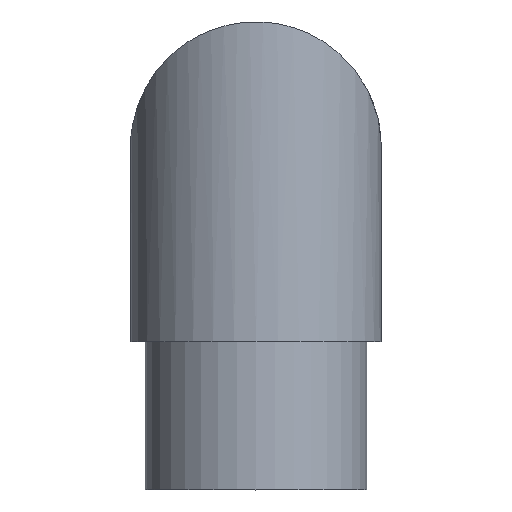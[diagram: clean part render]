
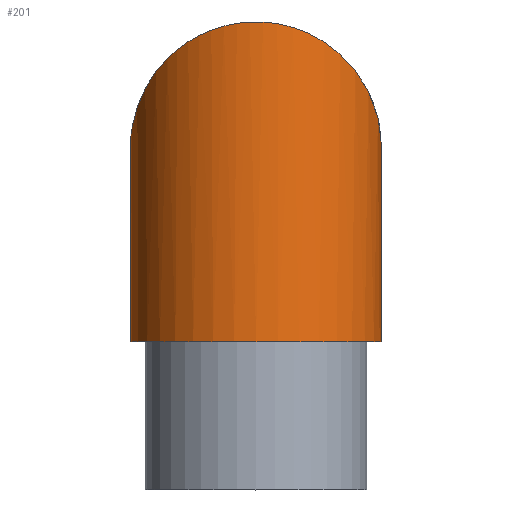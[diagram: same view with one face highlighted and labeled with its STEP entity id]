
A CAD part, top view. The second image highlights one B-rep face of the part: STEP entity #201.
In plain terms, the highlighted cylindrical face has radius 21.2 mm (diameter 42.4 mm), a full revolution.
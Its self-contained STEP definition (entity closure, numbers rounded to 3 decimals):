
#29=ELLIPSE('',#250,29.981,21.2);
#30=ELLIPSE('',#251,29.981,21.2);
#43=FACE_OUTER_BOUND('',#62,.T.);
#62=EDGE_LOOP('',(#174,#175,#176,#177,#178));
#72=LINE('',#378,#80);
#80=VECTOR('',#321,21.2);
#92=CIRCLE('',#254,21.2);
#106=VERTEX_POINT('',#370);
#107=VERTEX_POINT('',#372);
#108=VERTEX_POINT('',#377);
#129=EDGE_CURVE('',#107,#106,#29,.T.);
#130=EDGE_CURVE('',#106,#107,#30,.T.);
#131=EDGE_CURVE('',#106,#108,#72,.T.);
#132=EDGE_CURVE('',#108,#108,#92,.T.);
#174=ORIENTED_EDGE('',*,*,#129,.T.);
#175=ORIENTED_EDGE('',*,*,#131,.T.);
#176=ORIENTED_EDGE('',*,*,#132,.T.);
#177=ORIENTED_EDGE('',*,*,#131,.F.);
#178=ORIENTED_EDGE('',*,*,#130,.T.);
#188=CYLINDRICAL_SURFACE('',#253,21.2);
#201=ADVANCED_FACE('',(#43),#188,.T.);
#250=AXIS2_PLACEMENT_3D('',#373,#313,#314);
#251=AXIS2_PLACEMENT_3D('',#374,#315,#316);
#253=AXIS2_PLACEMENT_3D('',#376,#319,#320);
#254=AXIS2_PLACEMENT_3D('',#379,#322,#323);
#313=DIRECTION('center_axis',(0.,-0.707,0.707));
#314=DIRECTION('ref_axis',(0.,0.707,0.707));
#315=DIRECTION('center_axis',(0.,-0.707,0.707));
#316=DIRECTION('ref_axis',(0.,-0.707,-0.707));
#319=DIRECTION('center_axis',(0.,1.,0.));
#320=DIRECTION('ref_axis',(-1.,0.,0.));
#321=DIRECTION('',(0.,-1.,0.));
#322=DIRECTION('center_axis',(0.,1.,0.));
#323=DIRECTION('ref_axis',(-1.,0.,0.));
#370=CARTESIAN_POINT('',(21.2,32.8,0.));
#372=CARTESIAN_POINT('',(-21.2,32.8,0.));
#373=CARTESIAN_POINT('Origin',(0.,32.8,0.));
#374=CARTESIAN_POINT('Origin',(0.,32.8,0.));
#376=CARTESIAN_POINT('Origin',(0.,0.,0.));
#377=CARTESIAN_POINT('',(21.2,0.,0.));
#378=CARTESIAN_POINT('',(21.2,0.,0.));
#379=CARTESIAN_POINT('Origin',(0.,0.,0.));
